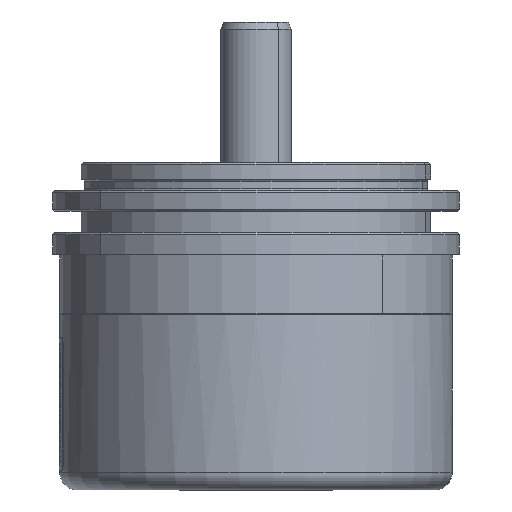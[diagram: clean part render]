
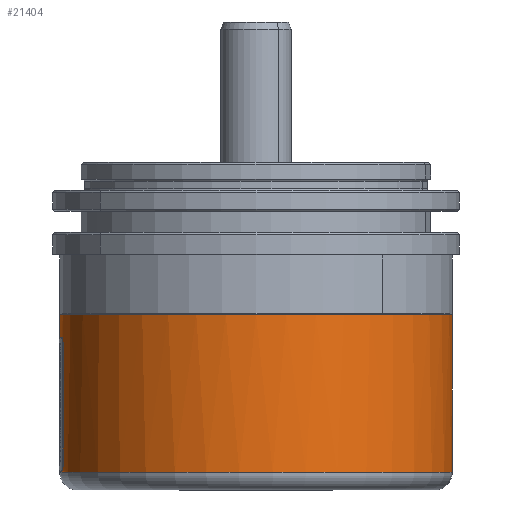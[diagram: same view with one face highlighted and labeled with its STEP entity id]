
A CAD part, front view. The second image highlights one B-rep face of the part: STEP entity #21404.
In plain terms, the highlighted cylindrical face has radius 28 mm (diameter 56 mm), a partial arc.
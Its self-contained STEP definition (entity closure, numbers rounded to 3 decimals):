
#3820=CARTESIAN_POINT('',(-0.001,0.,-21.7));
#3821=DIRECTION('',(0.,0.,1.));
#3822=DIRECTION('',(-0.621,0.784,0.));
#3823=AXIS2_PLACEMENT_3D('',#3820,#3821,#3822);
#3825=DIRECTION('',(0.,0.,-1.));
#3826=VECTOR('',#3825,17.);
#3827=CARTESIAN_POINT('',(-27.486,5.343,-26.));
#3828=LINE('',#3827,#3826);
#3829=CARTESIAN_POINT('',(-27.486,5.343,-43.));
#3830=CARTESIAN_POINT('',(-27.486,5.343,
-43.044));
#3831=CARTESIAN_POINT('',(-27.487,5.337,
-43.131));
#3832=CARTESIAN_POINT('',(-27.492,5.312,
-43.259));
#3833=CARTESIAN_POINT('',(-27.5,5.271,
-43.384));
#3834=CARTESIAN_POINT('',(-27.511,5.214,
-43.501));
#3835=CARTESIAN_POINT('',(-27.524,5.142,
-43.611));
#3836=CARTESIAN_POINT('',(-27.54,5.057,
-43.709));
#3837=CARTESIAN_POINT('',(-27.558,4.96,
-43.796));
#3838=CARTESIAN_POINT('',(-27.577,4.852,
-43.869));
#3839=CARTESIAN_POINT('',(-27.597,4.736,
-43.927));
#3840=CARTESIAN_POINT('',(-27.618,4.614,
-43.969));
#3841=CARTESIAN_POINT('',(-27.639,4.487,
-43.994));
#3842=CARTESIAN_POINT('',(-27.653,4.401,-44.));
#3843=CARTESIAN_POINT('',(-27.659,4.358,-44.));
#3845=CARTESIAN_POINT('',(-0.001,0.,-44.));
#3846=DIRECTION('',(0.,0.,-1.));
#3847=DIRECTION('',(-0.988,-0.156,0.));
#3848=AXIS2_PLACEMENT_3D('',#3845,#3846,#3847);
#3850=CARTESIAN_POINT('',(-27.659,-4.358,-44.));
#3851=CARTESIAN_POINT('',(-27.653,-4.401,-44.));
#3852=CARTESIAN_POINT('',(-27.639,-4.487,
-43.994));
#3853=CARTESIAN_POINT('',(-27.618,-4.614,
-43.969));
#3854=CARTESIAN_POINT('',(-27.597,-4.736,
-43.927));
#3855=CARTESIAN_POINT('',(-27.577,-4.852,
-43.869));
#3856=CARTESIAN_POINT('',(-27.558,-4.96,
-43.796));
#3857=CARTESIAN_POINT('',(-27.54,-5.057,
-43.709));
#3858=CARTESIAN_POINT('',(-27.524,-5.142,
-43.611));
#3859=CARTESIAN_POINT('',(-27.511,-5.214,
-43.501));
#3860=CARTESIAN_POINT('',(-27.5,-5.271,
-43.384));
#3861=CARTESIAN_POINT('',(-27.492,-5.312,
-43.259));
#3862=CARTESIAN_POINT('',(-27.487,-5.337,
-43.131));
#3863=CARTESIAN_POINT('',(-27.486,-5.343,
-43.044));
#3864=CARTESIAN_POINT('',(-27.486,-5.343,-43.));
#3866=DIRECTION('',(0.,0.,-1.));
#3867=VECTOR('',#3866,17.);
#3868=CARTESIAN_POINT('',(-27.486,-5.343,-26.));
#3869=LINE('',#3868,#3867);
#3870=CARTESIAN_POINT('',(-27.486,-5.343,-26.));
#3871=CARTESIAN_POINT('',(-27.486,-5.343,
-25.956));
#3872=CARTESIAN_POINT('',(-27.487,-5.337,
-25.869));
#3873=CARTESIAN_POINT('',(-27.492,-5.312,
-25.741));
#3874=CARTESIAN_POINT('',(-27.5,-5.271,
-25.616));
#3875=CARTESIAN_POINT('',(-27.511,-5.214,
-25.499));
#3876=CARTESIAN_POINT('',(-27.524,-5.142,
-25.389));
#3877=CARTESIAN_POINT('',(-27.54,-5.057,
-25.291));
#3878=CARTESIAN_POINT('',(-27.558,-4.96,
-25.204));
#3879=CARTESIAN_POINT('',(-27.577,-4.852,
-25.131));
#3880=CARTESIAN_POINT('',(-27.597,-4.736,
-25.073));
#3881=CARTESIAN_POINT('',(-27.618,-4.614,
-25.031));
#3882=CARTESIAN_POINT('',(-27.639,-4.487,
-25.006));
#3883=CARTESIAN_POINT('',(-27.653,-4.401,-25.));
#3884=CARTESIAN_POINT('',(-27.659,-4.358,-25.));
#3886=CARTESIAN_POINT('',(-0.001,0.,-25.));
#3887=DIRECTION('',(0.,0.,-1.));
#3888=DIRECTION('',(-0.988,-0.156,0.));
#3889=AXIS2_PLACEMENT_3D('',#3886,#3887,#3888);
#3891=CARTESIAN_POINT('',(-27.659,4.358,-25.));
#3892=CARTESIAN_POINT('',(-27.653,4.401,-25.));
#3893=CARTESIAN_POINT('',(-27.639,4.487,
-25.006));
#3894=CARTESIAN_POINT('',(-27.618,4.614,
-25.031));
#3895=CARTESIAN_POINT('',(-27.597,4.736,
-25.073));
#3896=CARTESIAN_POINT('',(-27.577,4.852,
-25.131));
#3897=CARTESIAN_POINT('',(-27.558,4.96,
-25.204));
#3898=CARTESIAN_POINT('',(-27.54,5.057,
-25.291));
#3899=CARTESIAN_POINT('',(-27.524,5.142,
-25.389));
#3900=CARTESIAN_POINT('',(-27.511,5.214,
-25.499));
#3901=CARTESIAN_POINT('',(-27.5,5.271,
-25.616));
#3902=CARTESIAN_POINT('',(-27.492,5.312,
-25.741));
#3903=CARTESIAN_POINT('',(-27.487,5.337,
-25.869));
#3904=CARTESIAN_POINT('',(-27.486,5.343,
-25.956));
#3905=CARTESIAN_POINT('',(-27.486,5.343,-26.));
#3912=CARTESIAN_POINT('',(-0.001,0.,-44.2));
#3913=DIRECTION('',(0.,0.,-1.));
#3914=DIRECTION('',(0.621,0.784,0.));
#3915=AXIS2_PLACEMENT_3D('',#3912,#3913,#3914);
#4056=DIRECTION('',(0.,0.,1.));
#4057=VECTOR('',#4056,22.5);
#4058=CARTESIAN_POINT('',(17.384,21.949,-44.2));
#4059=LINE('',#4058,#4057);
#10561=DIRECTION('',(0.,0.,-1.));
#10562=VECTOR('',#10561,22.5);
#10563=CARTESIAN_POINT('',(-17.385,21.949,-21.7));
#10564=LINE('',#10563,#10562);
#17544=CARTESIAN_POINT('',(17.384,21.949,-21.7));
#17546=VERTEX_POINT('',#17544);
#17549=CARTESIAN_POINT('',(-17.385,21.949,-21.7));
#17551=VERTEX_POINT('',#17549);
#17590=CARTESIAN_POINT('',(-17.385,21.949,-44.2));
#17591=VERTEX_POINT('',#17590);
#17594=CARTESIAN_POINT('',(17.384,21.949,-44.2));
#17595=VERTEX_POINT('',#17594);
#19392=CARTESIAN_POINT('',(-27.486,5.343,-26.));
#19393=CARTESIAN_POINT('',(-27.486,5.343,-43.));
#19394=VERTEX_POINT('',#19392);
#19395=VERTEX_POINT('',#19393);
#19396=CARTESIAN_POINT('',(-27.486,-5.343,-26.));
#19397=CARTESIAN_POINT('',(-27.486,-5.343,-43.));
#19398=VERTEX_POINT('',#19396);
#19399=VERTEX_POINT('',#19397);
#19400=CARTESIAN_POINT('',(-27.659,-4.358,-44.));
#19401=CARTESIAN_POINT('',(-27.659,4.358,-44.));
#19402=VERTEX_POINT('',#19400);
#19403=VERTEX_POINT('',#19401);
#19404=CARTESIAN_POINT('',(-27.659,-4.358,-25.));
#19405=CARTESIAN_POINT('',(-27.659,4.358,-25.));
#19406=VERTEX_POINT('',#19404);
#19407=VERTEX_POINT('',#19405);
#21372=CARTESIAN_POINT('',(-0.001,0.,-20.45));
#21373=DIRECTION('',(0.,0.,-1.));
#21374=DIRECTION('',(0.,-1.,0.));
#21375=AXIS2_PLACEMENT_3D('',#21372,#21373,#21374);
#21376=CYLINDRICAL_SURFACE('',#21375,28.);
#21378=ORIENTED_EDGE('',*,*,#21377,.T.);
#21380=ORIENTED_EDGE('',*,*,#21379,.F.);
#21382=ORIENTED_EDGE('',*,*,#21381,.T.);
#21384=ORIENTED_EDGE('',*,*,#21383,.F.);
#21385=EDGE_LOOP('',(#21378,#21380,#21382,#21384));
#21386=FACE_OUTER_BOUND('',#21385,.F.);
#21388=ORIENTED_EDGE('',*,*,#21387,.T.);
#21390=ORIENTED_EDGE('',*,*,#21389,.T.);
#21392=ORIENTED_EDGE('',*,*,#21391,.F.);
#21393=ORIENTED_EDGE('',*,*,#21362,.T.);
#21395=ORIENTED_EDGE('',*,*,#21394,.F.);
#21397=ORIENTED_EDGE('',*,*,#21396,.T.);
#21399=ORIENTED_EDGE('',*,*,#21398,.T.);
#21401=ORIENTED_EDGE('',*,*,#21400,.T.);
#21402=EDGE_LOOP('',(#21388,#21390,#21392,#21393,#21395,#21397,#21399,#21401));
#21403=FACE_BOUND('',#21402,.F.);
#3824=CIRCLE('',#3823,28.);
#3844=B_SPLINE_CURVE_WITH_KNOTS('',3,(#3829,#3830,#3831,#3832,#3833,#3834,#3835,
#3836,#3837,#3838,#3839,#3840,#3841,#3842,#3843),.UNSPECIFIED.,.F.,.F.,(4,1,1,1,
1,1,1,1,1,1,1,1,4),(0.,0.083,0.167,0.25,
0.333,0.417,0.5,0.583,0.667,
0.75,0.833,0.917,1.),.UNSPECIFIED.);
#3849=CIRCLE('',#3848,28.);
#3865=B_SPLINE_CURVE_WITH_KNOTS('',3,(#3850,#3851,#3852,#3853,#3854,#3855,#3856,
#3857,#3858,#3859,#3860,#3861,#3862,#3863,#3864),.UNSPECIFIED.,.F.,.F.,(4,1,1,1,
1,1,1,1,1,1,1,1,4),(0.,0.083,0.167,0.25,
0.333,0.417,0.5,0.583,0.667,
0.75,0.833,0.917,1.),.UNSPECIFIED.);
#3885=B_SPLINE_CURVE_WITH_KNOTS('',3,(#3870,#3871,#3872,#3873,#3874,#3875,#3876,
#3877,#3878,#3879,#3880,#3881,#3882,#3883,#3884),.UNSPECIFIED.,.F.,.F.,(4,1,1,1,
1,1,1,1,1,1,1,1,4),(0.,0.083,0.167,0.25,
0.333,0.417,0.5,0.583,0.667,
0.75,0.833,0.917,1.),.UNSPECIFIED.);
#3890=CIRCLE('',#3889,28.);
#3906=B_SPLINE_CURVE_WITH_KNOTS('',3,(#3891,#3892,#3893,#3894,#3895,#3896,#3897,
#3898,#3899,#3900,#3901,#3902,#3903,#3904,#3905),.UNSPECIFIED.,.F.,.F.,(4,1,1,1,
1,1,1,1,1,1,1,1,4),(0.,0.083,0.167,0.25,
0.333,0.417,0.5,0.583,0.667,
0.75,0.833,0.917,1.),.UNSPECIFIED.);
#3916=CIRCLE('',#3915,28.);
#21362=EDGE_CURVE('',#19402,#19399,#3865,.T.);
#21377=EDGE_CURVE('',#17595,#17591,#3916,.T.);
#21379=EDGE_CURVE('',#17551,#17591,#10564,.T.);
#21381=EDGE_CURVE('',#17551,#17546,#3824,.T.);
#21383=EDGE_CURVE('',#17595,#17546,#4059,.T.);
#21387=EDGE_CURVE('',#19394,#19395,#3828,.T.);
#21389=EDGE_CURVE('',#19395,#19403,#3844,.T.);
#21391=EDGE_CURVE('',#19402,#19403,#3849,.T.);
#21394=EDGE_CURVE('',#19398,#19399,#3869,.T.);
#21396=EDGE_CURVE('',#19398,#19406,#3885,.T.);
#21398=EDGE_CURVE('',#19406,#19407,#3890,.T.);
#21400=EDGE_CURVE('',#19407,#19394,#3906,.T.);
#21404=ADVANCED_FACE('',(#21386,#21403),#21376,.T.);
